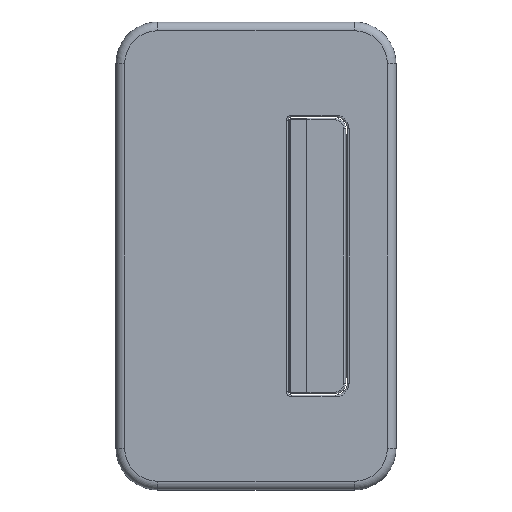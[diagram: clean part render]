
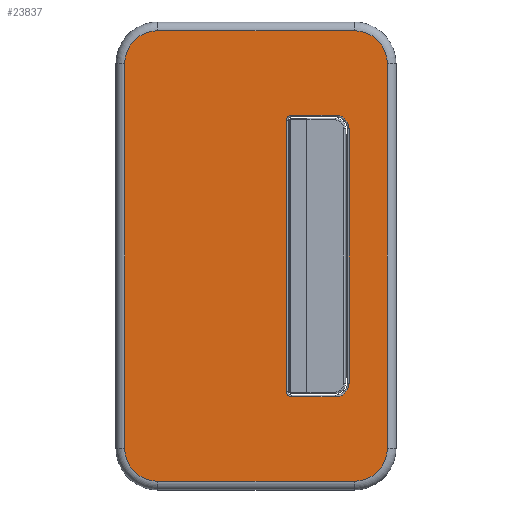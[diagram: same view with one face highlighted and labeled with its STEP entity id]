
A CAD part, front view. The second image highlights one B-rep face of the part: STEP entity #23837.
In plain terms, the highlighted planar face has unit normal (0, -1, 0).
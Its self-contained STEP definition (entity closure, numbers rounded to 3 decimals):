
#5555=FACE_BOUND('',#36314,.T.);
#5556=FACE_BOUND('',#36315,.T.);
#12652=LINE('',#185670,#18421);
#12653=LINE('',#185678,#18422);
#12654=LINE('',#185686,#18423);
#12671=LINE('',#185750,#18440);
#12673=LINE('',#185762,#18442);
#12675=LINE('',#185774,#18444);
#12677=LINE('',#185786,#18446);
#12730=LINE('',#185975,#18499);
#18421=VECTOR('',#117964,1.);
#18422=VECTOR('',#117975,1.);
#18423=VECTOR('',#117986,1.);
#18440=VECTOR('',#118051,1.);
#18442=VECTOR('',#118065,1.);
#18444=VECTOR('',#118079,1.);
#18446=VECTOR('',#118093,1.);
#18499=VECTOR('',#118318,1.);
#23837=ADVANCED_FACE('',(#5555,#5556),#25971,.T.);
#25971=PLANE('',#96374);
#36314=EDGE_LOOP('',(#59307,#59308,#59309,#59310,#59311,#59312,#59313,#59314));
#36315=EDGE_LOOP('',(#59315,#59316,#59317,#59318,#59319,#59320,#59321,#59322));
#59307=ORIENTED_EDGE('',*,*,#82011,.T.);
#59308=ORIENTED_EDGE('',*,*,#82008,.T.);
#59309=ORIENTED_EDGE('',*,*,#82005,.T.);
#59310=ORIENTED_EDGE('',*,*,#82002,.T.);
#59311=ORIENTED_EDGE('',*,*,#81999,.T.);
#59312=ORIENTED_EDGE('',*,*,#82019,.T.);
#59313=ORIENTED_EDGE('',*,*,#82017,.T.);
#59314=ORIENTED_EDGE('',*,*,#82014,.T.);
#59315=ORIENTED_EDGE('',*,*,#82112,.T.);
#59316=ORIENTED_EDGE('',*,*,#81971,.T.);
#59317=ORIENTED_EDGE('',*,*,#81968,.T.);
#59318=ORIENTED_EDGE('',*,*,#81966,.T.);
#59319=ORIENTED_EDGE('',*,*,#81964,.T.);
#59320=ORIENTED_EDGE('',*,*,#81962,.T.);
#59321=ORIENTED_EDGE('',*,*,#81960,.T.);
#59322=ORIENTED_EDGE('',*,*,#82114,.T.);
#69791=VERTEX_POINT('',#185667);
#69792=VERTEX_POINT('',#185669);
#69793=VERTEX_POINT('',#185673);
#69794=VERTEX_POINT('',#185677);
#69795=VERTEX_POINT('',#185681);
#69796=VERTEX_POINT('',#185685);
#69797=VERTEX_POINT('',#185689);
#69816=VERTEX_POINT('',#185744);
#69819=VERTEX_POINT('',#185749);
#69820=VERTEX_POINT('',#185753);
#69822=VERTEX_POINT('',#185759);
#69824=VERTEX_POINT('',#185765);
#69826=VERTEX_POINT('',#185771);
#69828=VERTEX_POINT('',#185777);
#69830=VERTEX_POINT('',#185783);
#69882=VERTEX_POINT('',#185976);
#81960=EDGE_CURVE('',#69791,#69792,#12652,.T.);
#81962=EDGE_CURVE('',#69793,#69791,#87764,.T.);
#81964=EDGE_CURVE('',#69794,#69793,#12653,.T.);
#81966=EDGE_CURVE('',#69795,#69794,#87767,.T.);
#81968=EDGE_CURVE('',#69796,#69795,#12654,.T.);
#81971=EDGE_CURVE('',#69797,#69796,#87771,.T.);
#81999=EDGE_CURVE('',#69816,#69819,#12671,.T.);
#82002=EDGE_CURVE('',#69820,#69816,#87785,.T.);
#82005=EDGE_CURVE('',#69822,#69820,#12673,.T.);
#82008=EDGE_CURVE('',#69824,#69822,#87789,.T.);
#82011=EDGE_CURVE('',#69826,#69824,#12675,.T.);
#82014=EDGE_CURVE('',#69828,#69826,#87793,.T.);
#82017=EDGE_CURVE('',#69830,#69828,#12677,.T.);
#82019=EDGE_CURVE('',#69819,#69830,#87796,.T.);
#82112=EDGE_CURVE('',#69882,#69797,#12730,.T.);
#82114=EDGE_CURVE('',#69792,#69882,#87838,.T.);
#87764=CIRCLE('',#96234,19.);
#87767=CIRCLE('',#96239,19.);
#87771=CIRCLE('',#96245,19.);
#87785=CIRCLE('',#96269,8.);
#87789=CIRCLE('',#96275,8.);
#87793=CIRCLE('',#96281,3.);
#87796=CIRCLE('',#96286,3.);
#87838=CIRCLE('',#96372,19.);
#96234=AXIS2_PLACEMENT_3D('',#185674,#117969,#117970);
#96239=AXIS2_PLACEMENT_3D('',#185682,#117980,#117981);
#96245=AXIS2_PLACEMENT_3D('',#185692,#117993,#117994);
#96269=AXIS2_PLACEMENT_3D('',#185756,#118058,#118059);
#96275=AXIS2_PLACEMENT_3D('',#185768,#118072,#118073);
#96281=AXIS2_PLACEMENT_3D('',#185780,#118086,#118087);
#96286=AXIS2_PLACEMENT_3D('',#185789,#118098,#118099);
#96372=AXIS2_PLACEMENT_3D('',#185979,#118323,#118324);
#96374=AXIS2_PLACEMENT_3D('',#185981,#118327,#118328);
#117964=DIRECTION('',(1.,0.,0.));
#117969=DIRECTION('',(0.,-1.,0.));
#117970=DIRECTION('',(-1.,0.,0.));
#117975=DIRECTION('',(0.,0.,-1.));
#117980=DIRECTION('',(0.,-1.,0.));
#117981=DIRECTION('',(0.,0.,1.));
#117986=DIRECTION('',(-1.,0.,0.));
#117993=DIRECTION('',(0.,-1.,0.));
#117994=DIRECTION('',(1.,0.,0.));
#118051=DIRECTION('',(-1.,0.,0.));
#118058=DIRECTION('',(0.,1.,0.));
#118059=DIRECTION('',(1.,0.,0.));
#118065=DIRECTION('',(0.,0.,-1.));
#118072=DIRECTION('',(0.,1.,0.));
#118073=DIRECTION('',(0.,0.,1.));
#118079=DIRECTION('',(1.,0.,0.));
#118086=DIRECTION('',(0.,1.,0.));
#118087=DIRECTION('',(-1.,0.,0.));
#118093=DIRECTION('',(0.,0.,1.));
#118098=DIRECTION('',(0.,1.,0.));
#118099=DIRECTION('',(0.,0.,-1.));
#118318=DIRECTION('',(0.,0.,1.));
#118323=DIRECTION('',(0.,-1.,0.));
#118324=DIRECTION('',(0.,0.,-1.));
#118327=DIRECTION('',(0.,-1.,0.));
#118328=DIRECTION('',(0.,0.,1.));
#185667=CARTESIAN_POINT('',(-56.5,-3.,-129.5));
#185669=CARTESIAN_POINT('',(56.5,-3.,-129.5));
#185670=CARTESIAN_POINT('',(-56.5,-3.,-129.5));
#185673=CARTESIAN_POINT('',(-75.5,-3.,-110.5));
#185674=CARTESIAN_POINT('',(-56.5,-3.,-110.5));
#185677=CARTESIAN_POINT('',(-75.5,-3.,110.5));
#185678=CARTESIAN_POINT('',(-75.5,-3.,110.5));
#185681=CARTESIAN_POINT('',(-56.5,-3.,129.5));
#185682=CARTESIAN_POINT('',(-56.5,-3.,110.5));
#185685=CARTESIAN_POINT('',(56.5,-3.,129.5));
#185686=CARTESIAN_POINT('',(56.5,-3.,129.5));
#185689=CARTESIAN_POINT('',(75.5,-3.,110.5));
#185692=CARTESIAN_POINT('',(56.5,-3.,110.5));
#185744=CARTESIAN_POINT('',(45.5,-3.,-81.));
#185749=CARTESIAN_POINT('',(20.5,-3.,-81.));
#185750=CARTESIAN_POINT('',(45.5,-3.,-81.));
#185753=CARTESIAN_POINT('',(53.5,-3.,-73.));
#185756=CARTESIAN_POINT('',(45.5,-3.,-73.));
#185759=CARTESIAN_POINT('',(53.5,-3.,73.));
#185762=CARTESIAN_POINT('',(53.5,-3.,73.));
#185765=CARTESIAN_POINT('',(45.5,-3.,81.));
#185768=CARTESIAN_POINT('',(45.5,-3.,73.));
#185771=CARTESIAN_POINT('',(20.5,-3.,81.));
#185774=CARTESIAN_POINT('',(20.5,-3.,81.));
#185777=CARTESIAN_POINT('',(17.5,-3.,78.));
#185780=CARTESIAN_POINT('',(20.5,-3.,78.));
#185783=CARTESIAN_POINT('',(17.5,-3.,-78.));
#185786=CARTESIAN_POINT('',(17.5,-3.,-78.));
#185789=CARTESIAN_POINT('',(20.5,-3.,-78.));
#185975=CARTESIAN_POINT('',(75.5,-3.,-110.5));
#185976=CARTESIAN_POINT('',(75.5,-3.,-110.5));
#185979=CARTESIAN_POINT('',(56.5,-3.,-110.5));
#185981=CARTESIAN_POINT('',(0.,-3.,0.));
